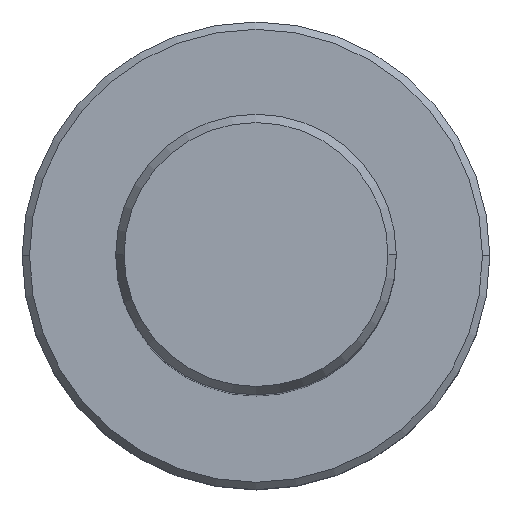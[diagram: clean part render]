
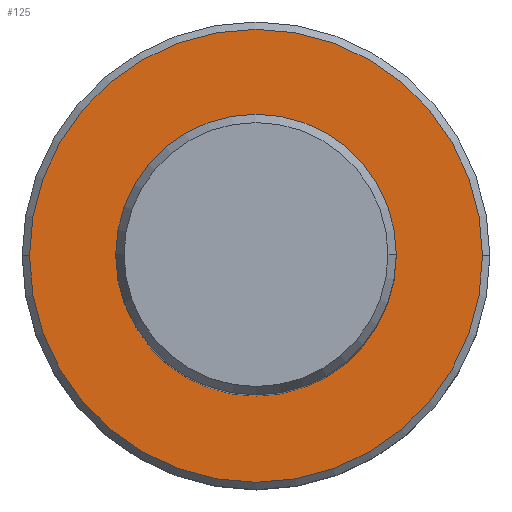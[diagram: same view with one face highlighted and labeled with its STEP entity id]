
A CAD part, top view. The second image highlights one B-rep face of the part: STEP entity #125.
In plain terms, the highlighted planar face has unit normal (0, 0, 1).
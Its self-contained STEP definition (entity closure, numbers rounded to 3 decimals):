
#28=PLANE('',#1035);
#31=FACE_BOUND('',#250,.T.);
#32=FACE_BOUND('',#251,.T.);
#125=ADVANCED_FACE('',(#31,#32),#28,.T.);
#250=EDGE_LOOP('',(#428,#429));
#251=EDGE_LOOP('',(#430,#431));
#428=ORIENTED_EDGE('',*,*,#616,.F.);
#429=ORIENTED_EDGE('',*,*,#617,.T.);
#430=ORIENTED_EDGE('',*,*,#612,.F.);
#431=ORIENTED_EDGE('',*,*,#615,.T.);
#518=VERTEX_POINT('',#1802);
#519=VERTEX_POINT('',#1803);
#520=VERTEX_POINT('',#1810);
#521=VERTEX_POINT('',#1811);
#612=EDGE_CURVE('',#518,#519,#719,.T.);
#615=EDGE_CURVE('',#518,#519,#720,.T.);
#616=EDGE_CURVE('',#520,#521,#721,.T.);
#617=EDGE_CURVE('',#520,#521,#722,.T.);
#719=CIRCLE('',#1029,9.025);
#720=CIRCLE('',#1031,9.025);
#721=CIRCLE('',#1033,15.375);
#722=CIRCLE('',#1034,15.375);
#1029=AXIS2_PLACEMENT_3D('',#1801,#1298,#1299);
#1031=AXIS2_PLACEMENT_3D('',#1807,#1304,#1305);
#1033=AXIS2_PLACEMENT_3D('',#1809,#1308,#1309);
#1034=AXIS2_PLACEMENT_3D('',#1812,#1310,#1311);
#1035=AXIS2_PLACEMENT_3D('',#1813,#1312,#1313);
#1298=DIRECTION('',(0.,0.,1.));
#1299=DIRECTION('',(1.,0.,0.));
#1304=DIRECTION('',(0.,0.,-1.));
#1305=DIRECTION('',(1.,0.,0.));
#1308=DIRECTION('',(0.,0.,-1.));
#1309=DIRECTION('',(1.,0.,0.));
#1310=DIRECTION('',(0.,0.,1.));
#1311=DIRECTION('',(1.,0.,0.));
#1312=DIRECTION('',(0.,0.,1.));
#1313=DIRECTION('',(1.,0.,0.));
#1801=CARTESIAN_POINT('',(0.,0.,0.));
#1802=CARTESIAN_POINT('',(9.025,0.,0.));
#1803=CARTESIAN_POINT('',(-9.025,0.,0.));
#1807=CARTESIAN_POINT('',(0.,0.,0.));
#1809=CARTESIAN_POINT('',(0.,0.,0.));
#1810=CARTESIAN_POINT('',(15.375,0.,0.));
#1811=CARTESIAN_POINT('',(-15.375,0.,0.));
#1812=CARTESIAN_POINT('',(0.,0.,0.));
#1813=CARTESIAN_POINT('',(0.,0.,0.));
